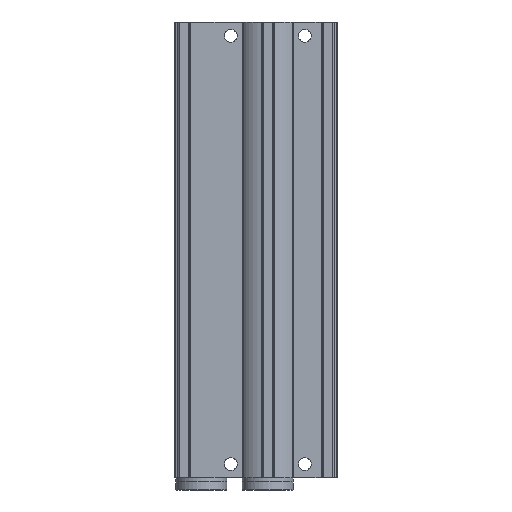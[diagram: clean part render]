
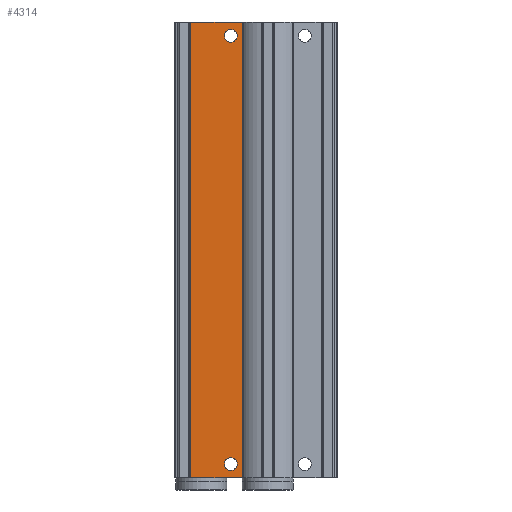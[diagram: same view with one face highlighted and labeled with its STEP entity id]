
A CAD part, front view. The second image highlights one B-rep face of the part: STEP entity #4314.
In plain terms, the highlighted planar face has unit normal (0, -1, 0).
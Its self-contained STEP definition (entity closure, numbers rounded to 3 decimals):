
#187=PLANE('',#4662);
#317=CIRCLE('',#4663,2.75);
#318=CIRCLE('',#4664,2.75);
#654=ORIENTED_EDGE('',*,*,#1782,.F.);
#655=ORIENTED_EDGE('',*,*,#1783,.F.);
#656=ORIENTED_EDGE('',*,*,#1784,.F.);
#657=ORIENTED_EDGE('',*,*,#1781,.F.);
#658=ORIENTED_EDGE('',*,*,#1785,.T.);
#659=ORIENTED_EDGE('',*,*,#1786,.T.);
#1781=EDGE_CURVE('',#2340,#2339,#2755,.T.);
#1782=EDGE_CURVE('',#2341,#2341,#317,.T.);
#1783=EDGE_CURVE('',#2342,#2342,#318,.T.);
#1784=EDGE_CURVE('',#2339,#2343,#2756,.T.);
#1785=EDGE_CURVE('',#2340,#2344,#2757,.T.);
#1786=EDGE_CURVE('',#2344,#2343,#2758,.T.);
#2339=VERTEX_POINT('',#6939);
#2340=VERTEX_POINT('',#6941);
#2341=VERTEX_POINT('',#6945);
#2342=VERTEX_POINT('',#6947);
#2343=VERTEX_POINT('',#6949);
#2344=VERTEX_POINT('',#6951);
#2755=LINE('',#6942,#3035);
#2756=LINE('',#6948,#3036);
#2757=LINE('',#6950,#3037);
#2758=LINE('',#6952,#3038);
#3035=VECTOR('',#5286,1000.);
#3036=VECTOR('',#5293,1000.);
#3037=VECTOR('',#5294,1000.);
#3038=VECTOR('',#5295,1000.);
#3317=EDGE_LOOP('',(#654));
#3318=EDGE_LOOP('',(#655));
#3319=EDGE_LOOP('',(#656,#657,#658,#659));
#3763=FACE_BOUND('',#3317,.T.);
#3764=FACE_BOUND('',#3318,.T.);
#3765=FACE_BOUND('',#3319,.T.);
#4314=ADVANCED_FACE('',(#3763,#3764,#3765),#187,.T.);
#4662=AXIS2_PLACEMENT_3D('',#6943,#5287,#5288);
#4663=AXIS2_PLACEMENT_3D('',#6944,#5289,#5290);
#4664=AXIS2_PLACEMENT_3D('',#6946,#5291,#5292);
#5286=DIRECTION('',(0.,0.,1.));
#5287=DIRECTION('',(0.,-1.,0.));
#5288=DIRECTION('',(0.,0.,-1.));
#5289=DIRECTION('',(0.,-1.,0.));
#5290=DIRECTION('',(0.,0.,-1.));
#5291=DIRECTION('',(0.,-1.,0.));
#5292=DIRECTION('',(0.,0.,-1.));
#5293=DIRECTION('',(1.,0.,0.));
#5294=DIRECTION('',(1.,0.,0.));
#5295=DIRECTION('',(0.,0.,1.));
#6939=CARTESIAN_POINT('',(-33.25,6.,0.));
#6941=CARTESIAN_POINT('',(-33.25,6.,-197.));
#6942=CARTESIAN_POINT('',(-33.25,6.,-197.));
#6943=CARTESIAN_POINT('',(-33.25,6.,-197.));
#6944=CARTESIAN_POINT('',(-16.,6.,-191.));
#6945=CARTESIAN_POINT('',(-16.,6.,-193.75));
#6946=CARTESIAN_POINT('',(-16.,6.,-6.));
#6947=CARTESIAN_POINT('',(-16.,6.,-8.75));
#6948=CARTESIAN_POINT('',(-33.25,6.,0.));
#6949=CARTESIAN_POINT('',(-11.124,6.,0.));
#6950=CARTESIAN_POINT('',(-33.25,6.,-197.));
#6951=CARTESIAN_POINT('',(-11.124,6.,-197.));
#6952=CARTESIAN_POINT('',(-11.124,6.,-197.));
